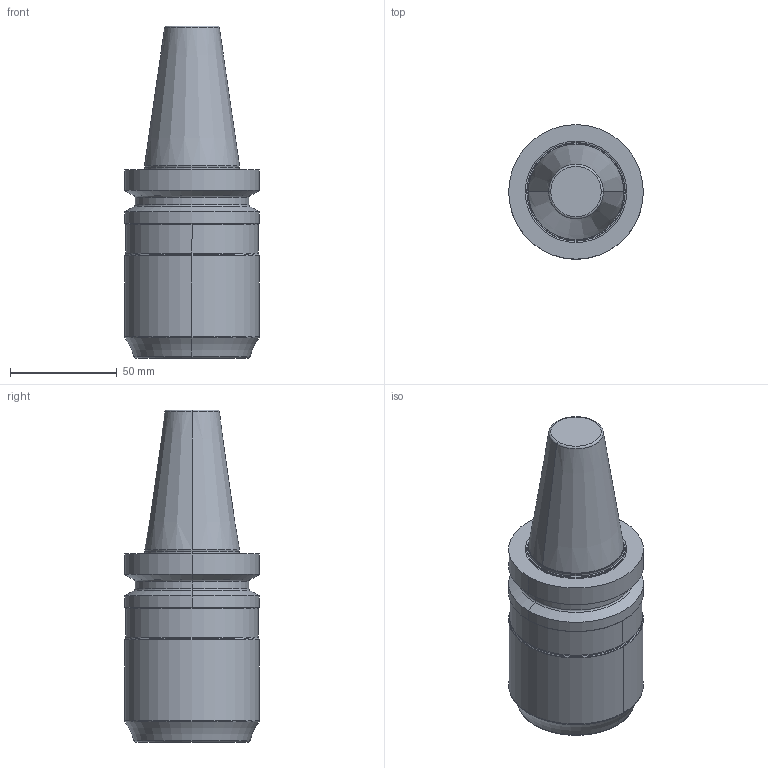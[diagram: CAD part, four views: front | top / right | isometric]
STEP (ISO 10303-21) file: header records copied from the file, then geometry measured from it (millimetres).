
FILE_DESCRIPTION((''),'2;1');
FILE_NAME('607160683-000-00-E43','2018-11-08T10:04:59',('Schellenbef'),(''),'CREO PARAMETRIC BY PTC INC, 2018020','CREO PARAMETRIC BY PTC INC, 2018020','');
FILE_SCHEMA(('AUTOMOTIVE_DESIGN { 1 0 10303 214 1 1 1 1 }'));
Length unit declared in the file: millimetre
Products named in the file (1): 607160683-000-00-E43
Bounding box: 63 x 63 x 155.4 mm (x, y, z)
Volume: 279486.1 mm3; surface area: 36216.4 mm2
Topology: 1 solids, 1 shells, 58 faces, 115 edges, 64 vertices
Faces by surface type: torus 26, cylinder 14, cone 12, plane 6
Entity records: 2733 total; most frequent: DIRECTION 325, CARTESIAN_POINT 240, ORIENTED_EDGE 228, PROPERTY_DEFINITION 151, REPRESENTATION 150, PROPERTY_DEFINITION_REPRESENTATION 150, AXIS2_PLACEMENT_3D 149, PRESENTATION_STYLE_ASSIGNMENT 121
